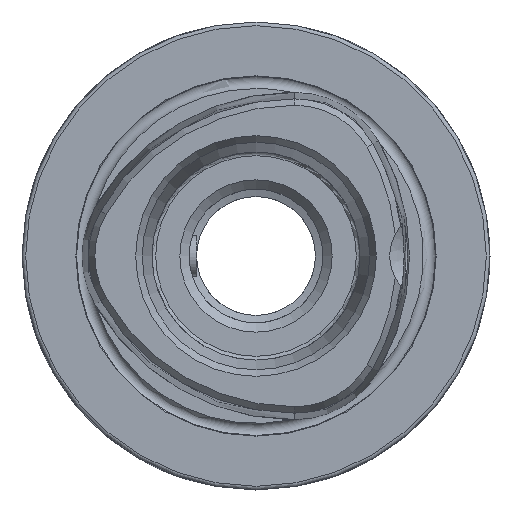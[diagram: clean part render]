
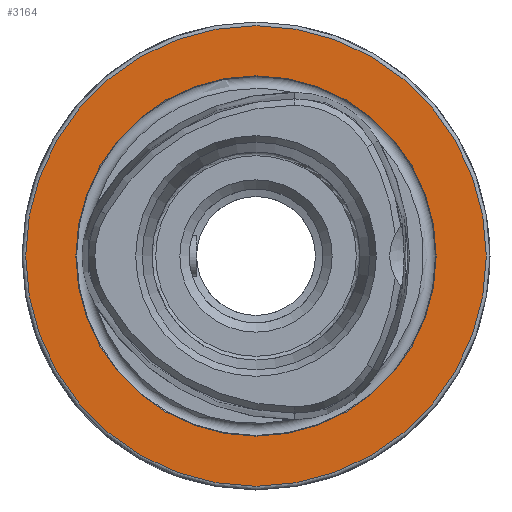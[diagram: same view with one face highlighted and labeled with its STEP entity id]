
A CAD part, left-side view. The second image highlights one B-rep face of the part: STEP entity #3164.
In plain terms, the highlighted planar face has unit normal (-1, 0, 0).
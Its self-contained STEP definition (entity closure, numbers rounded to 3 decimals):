
#161 = AXIS2_PLACEMENT_3D ( 'NONE', #4172, #5699, #2744 ) ;
#513 = DIRECTION ( 'NONE',  ( 0., 0., 1. ) ) ;
#996 = VERTEX_POINT ( 'NONE', #7706 ) ;
#1001 = FACE_BOUND ( 'NONE', #8441, .T. ) ;
#1644 = VERTEX_POINT ( 'NONE', #4839 ) ;
#2744 = DIRECTION ( 'NONE',  ( 0., 0., -1. ) ) ;
#2970 = CIRCLE ( 'NONE', #3479, 31. ) ;
#3164 = ADVANCED_FACE ( 'NONE', ( #1001, #4961 ), #4241, .F. ) ;
#3479 = AXIS2_PLACEMENT_3D ( 'NONE', #4278, #5109, #5014 ) ;
#3948 = EDGE_CURVE ( 'NONE', #996, #996, #2970, .T. ) ;
#4172 = CARTESIAN_POINT ( 'NONE',  ( 0., 24.25, 0. ) ) ;
#4241 = PLANE ( 'NONE',  #161 ) ;
#4278 = CARTESIAN_POINT ( 'NONE',  ( 0., 0., 0. ) ) ;
#4501 = AXIS2_PLACEMENT_3D ( 'NONE', #8976, #6965, #513 ) ;
#4839 = CARTESIAN_POINT ( 'NONE',  ( 0., 0., 24.25 ) ) ;
#4961 = FACE_OUTER_BOUND ( 'NONE', #8228, .T. ) ;
#5014 = DIRECTION ( 'NONE',  ( 0., 0., 1. ) ) ;
#5109 = DIRECTION ( 'NONE',  ( -1., 0., 0. ) ) ;
#5682 = EDGE_CURVE ( 'NONE', #1644, #1644, #6915, .T. ) ;
#5699 = DIRECTION ( 'NONE',  ( 1., 0., 0. ) ) ;
#6550 = ORIENTED_EDGE ( 'NONE', *, *, #3948, .T. ) ;
#6915 = CIRCLE ( 'NONE', #4501, 24.25 ) ;
#6965 = DIRECTION ( 'NONE',  ( -1., 0., 0. ) ) ;
#7706 = CARTESIAN_POINT ( 'NONE',  ( 0., 0., 31. ) ) ;
#7745 = ORIENTED_EDGE ( 'NONE', *, *, #5682, .F. ) ;
#8228 = EDGE_LOOP ( 'NONE', ( #6550 ) ) ;
#8441 = EDGE_LOOP ( 'NONE', ( #7745 ) ) ;
#8976 = CARTESIAN_POINT ( 'NONE',  ( 0., 0., 0. ) ) ;
